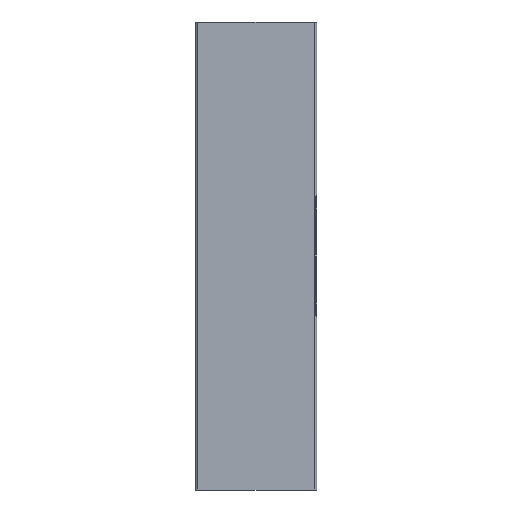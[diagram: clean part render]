
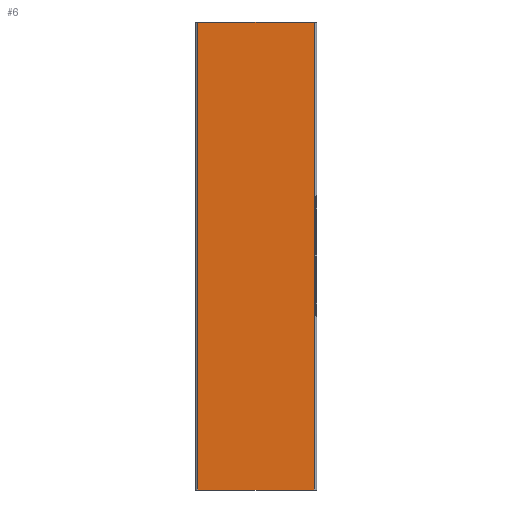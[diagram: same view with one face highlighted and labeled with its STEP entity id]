
A CAD part, left-side view. The second image highlights one B-rep face of the part: STEP entity #6.
In plain terms, the highlighted planar face has unit normal (-1, 0, 0).
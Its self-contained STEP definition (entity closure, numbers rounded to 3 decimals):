
#6 = ADVANCED_FACE ( 'NONE', ( #1525 ), #1156, .T. ) ;
#17 = CARTESIAN_POINT ( 'NONE',  ( 0., -72., 500. ) ) ;
#294 = DIRECTION ( 'NONE',  ( 0., 0., -1. ) ) ;
#308 = CARTESIAN_POINT ( 'NONE',  ( 0., -72., 500. ) ) ;
#363 = VERTEX_POINT ( 'NONE', #1563 ) ;
#424 = CARTESIAN_POINT ( 'NONE',  ( 0., -72., 500. ) ) ;
#555 = LINE ( 'NONE', #1789, #1540 ) ;
#678 = EDGE_CURVE ( 'NONE', #2894, #363, #555, .T. ) ;
#888 = LINE ( 'NONE', #17, #2713 ) ;
#1070 = LINE ( 'NONE', #1761, #1443 ) ;
#1156 = PLANE ( 'NONE',  #1433 ) ;
#1183 = ORIENTED_EDGE ( 'NONE', *, *, #1997, .F. ) ;
#1214 = DIRECTION ( 'NONE',  ( -1., 0., 0. ) ) ;
#1358 = EDGE_CURVE ( 'NONE', #2655, #363, #1070, .T. ) ;
#1385 = VECTOR ( 'NONE', #294, 1000. ) ;
#1433 = AXIS2_PLACEMENT_3D ( 'NONE', #1873, #1214, #1450 ) ;
#1443 = VECTOR ( 'NONE', #1720, 1000. ) ;
#1450 = DIRECTION ( 'NONE',  ( 0., 0., 1. ) ) ;
#1472 = EDGE_LOOP ( 'NONE', ( #2603, #1183, #2357, #2616 ) ) ;
#1525 = FACE_OUTER_BOUND ( 'NONE', #1472, .T. ) ;
#1540 = VECTOR ( 'NONE', #1713, 1000. ) ;
#1563 = CARTESIAN_POINT ( 'NONE',  ( 0., 52., 0. ) ) ;
#1713 = DIRECTION ( 'NONE',  ( 0., 0., -1. ) ) ;
#1720 = DIRECTION ( 'NONE',  ( 0., 1., 0. ) ) ;
#1743 = CARTESIAN_POINT ( 'NONE',  ( 0., 52., 500. ) ) ;
#1761 = CARTESIAN_POINT ( 'NONE',  ( 0., -72., 0. ) ) ;
#1789 = CARTESIAN_POINT ( 'NONE',  ( 0., 52., 500. ) ) ;
#1873 = CARTESIAN_POINT ( 'NONE',  ( 0., -72., 500. ) ) ;
#1997 = EDGE_CURVE ( 'NONE', #2391, #2655, #2343, .T. ) ;
#2343 = LINE ( 'NONE', #308, #1385 ) ;
#2357 = ORIENTED_EDGE ( 'NONE', *, *, #2426, .T. ) ;
#2391 = VERTEX_POINT ( 'NONE', #424 ) ;
#2426 = EDGE_CURVE ( 'NONE', #2391, #2894, #888, .T. ) ;
#2497 = CARTESIAN_POINT ( 'NONE',  ( 0., -72., 0. ) ) ;
#2603 = ORIENTED_EDGE ( 'NONE', *, *, #1358, .F. ) ;
#2616 = ORIENTED_EDGE ( 'NONE', *, *, #678, .T. ) ;
#2655 = VERTEX_POINT ( 'NONE', #2497 ) ;
#2713 = VECTOR ( 'NONE', #2893, 1000. ) ;
#2893 = DIRECTION ( 'NONE',  ( 0., 1., 0. ) ) ;
#2894 = VERTEX_POINT ( 'NONE', #1743 ) ;
